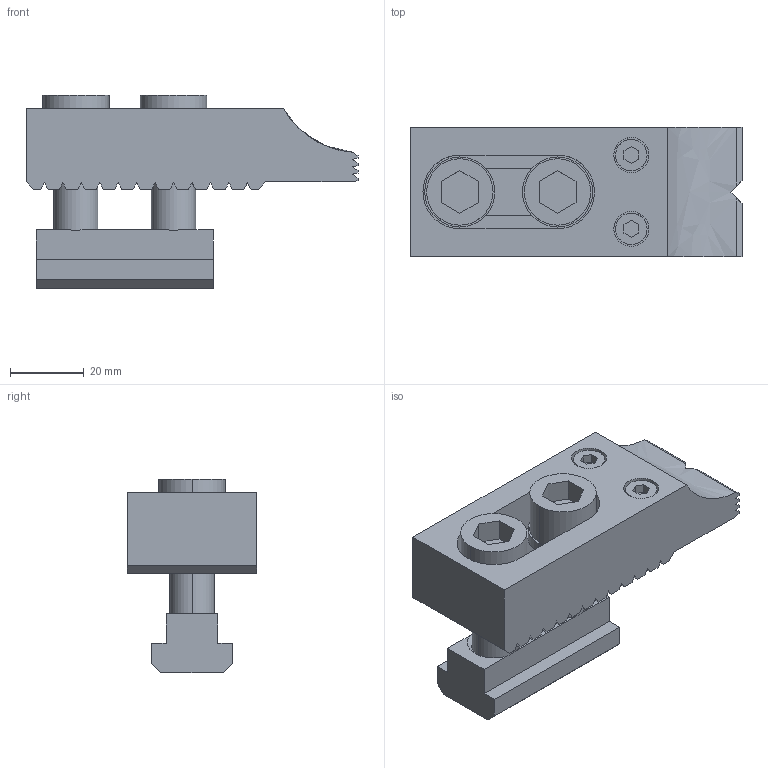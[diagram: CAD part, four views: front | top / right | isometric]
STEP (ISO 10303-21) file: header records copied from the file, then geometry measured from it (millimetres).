
FILE_DESCRIPTION (( 'STEP AP203' ), '1' );
FILE_NAME ('bj201-12022t.STEP', '2021-10-25T01:20:29', ( '' ), ( '' ), 'SwSTEP 2.0', 'SolidWorks 2020', '' );
FILE_SCHEMA (( 'CONFIG_CONTROL_DESIGN' ));
Length unit declared in the file: millimetre
Products named in the file (7): bj201-12022t_02; bj201-12022t; bj201-12022t_01; bj201-12022t_04; bj201-12022t_03; bj201-12022t_06; bj201-12022t_05
Assembly tree (6 placements, depth 2):
  bj201-12022t
    bj201-12022t_01
    bj201-12022t_02
    bj201-12022t_03
    bj201-12022t_04
    bj201-12022t_05
    bj201-12022t_06
Bounding box: 90 x 35 x 52.5 mm (x, y, z)
Volume: 69155.2 mm3; surface area: 25224 mm2
Topology: 6 solids, 6 shells, 207 faces, 607 edges, 420 vertices
Faces by surface type: plane 160, cylinder 26, bspline 13, cone 8
Entity records: 8267 total; most frequent: CARTESIAN_POINT 2521, ORIENTED_EDGE 1214, DIRECTION 800, EDGE_CURVE 607, VERTEX_POINT 420, AXIS2_PLACEMENT_3D 271, B_SPLINE_CURVE_WITH_KNOTS 266, LINE 258
